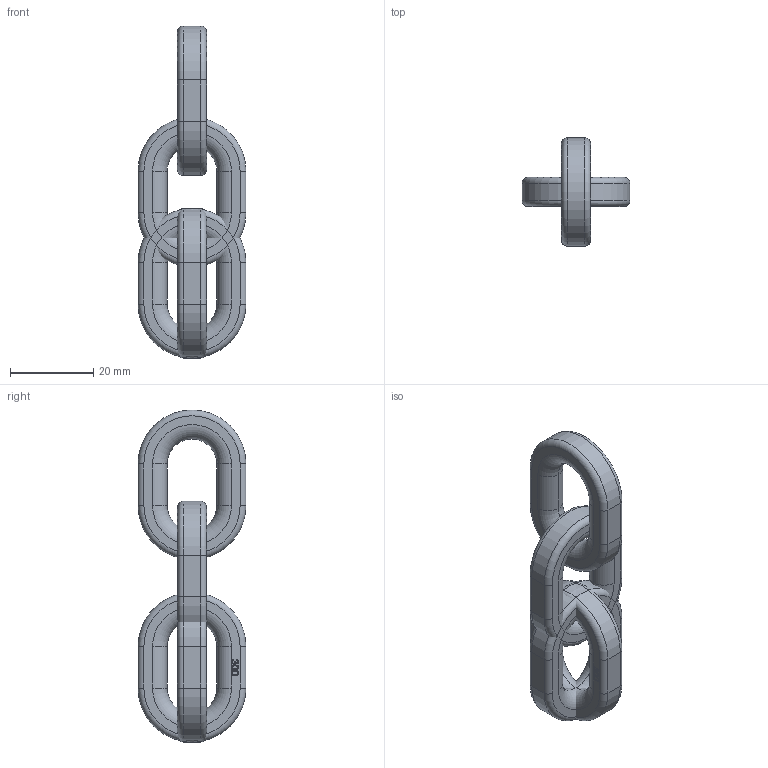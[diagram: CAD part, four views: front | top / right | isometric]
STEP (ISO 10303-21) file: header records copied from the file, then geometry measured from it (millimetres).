
FILE_DESCRIPTION(/* description */ (''),/* implementation_level */ '2;1');
FILE_NAME(/* name */ 'WINPRO_7_FLEX_300_PCP.stp',/* time_stamp */ '2022-07-13T15:23:36+02:00',/* author */ (''),/* organization */ (''),/* preprocessor_version */ 'ST-DEVELOPER v16',/* originating_system */ 'SIEMENS PLM Software NX 11.0',/* authorisation */ '');
FILE_SCHEMA (('AUTOMOTIVE_DESIGN { 1 0 10303 214 3 1 1 1 }'));
Length unit declared in the file: millimetre
Products named in the file (1): WINPRO 7 FLEX 300 PCP
Bounding box: 26 x 26 x 80 mm (x, y, z)
Volume: 13966 mm3; surface area: 7789.3 mm2
Topology: 4 solids, 4 shells, 272 faces, 710 edges, 454 vertices
Faces by surface type: extrusion 115, plane 85, cylinder 40, torus 32
Entity records: 9601 total; most frequent: CARTESIAN_POINT 3441, ORIENTED_EDGE 1420, DIRECTION 927, EDGE_CURVE 710, VERTEX_POINT 454, B_SPLINE_CURVE_WITH_KNOTS 452, VECTOR 365, EDGE_LOOP 288
